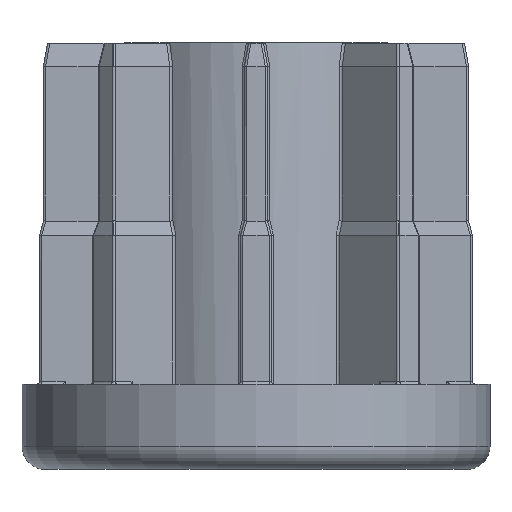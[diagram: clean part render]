
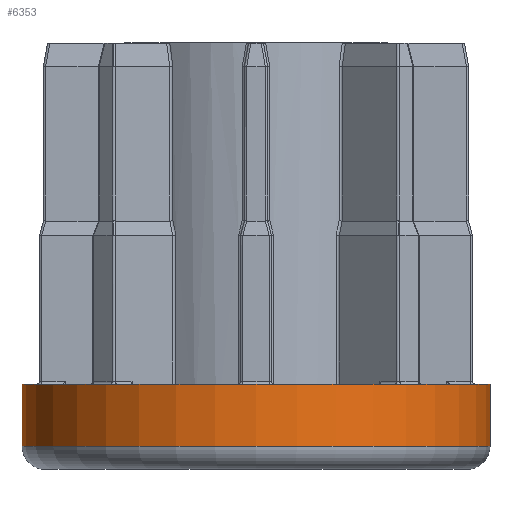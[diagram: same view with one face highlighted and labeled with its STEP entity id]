
A CAD part, front view. The second image highlights one B-rep face of the part: STEP entity #6353.
In plain terms, the highlighted cylindrical face has radius 30.15 mm (diameter 60.3 mm), a partial arc.
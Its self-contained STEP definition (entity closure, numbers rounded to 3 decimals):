
#19 = DIRECTION ( 'NONE',  ( 1., 0., 0. ) ) ;
#608 = DIRECTION ( 'NONE',  ( 0., 0., 1. ) ) ;
#616 = AXIS2_PLACEMENT_3D ( 'NONE', #6450, #3385, #2388 ) ;
#733 = VERTEX_POINT ( 'NONE', #3124 ) ;
#1069 = VERTEX_POINT ( 'NONE', #12285 ) ;
#1250 = CARTESIAN_POINT ( 'NONE',  ( -30.15, 0., 11. ) ) ;
#1287 = DIRECTION ( 'NONE',  ( 0., 0., -1. ) ) ;
#1998 = ORIENTED_EDGE ( 'NONE', *, *, #9883, .T. ) ;
#2156 = CARTESIAN_POINT ( 'NONE',  ( 30.15, 0., 3. ) ) ;
#2339 = ORIENTED_EDGE ( 'NONE', *, *, #3916, .T. ) ;
#2388 = DIRECTION ( 'NONE',  ( -1., 0., 0. ) ) ;
#2445 = LINE ( 'NONE', #11772, #5134 ) ;
#2859 = VERTEX_POINT ( 'NONE', #8303 ) ;
#2886 = VERTEX_POINT ( 'NONE', #2156 ) ;
#3074 = VECTOR ( 'NONE', #1287, 1000. ) ;
#3124 = CARTESIAN_POINT ( 'NONE',  ( -30.15, 0., 11. ) ) ;
#3345 = AXIS2_PLACEMENT_3D ( 'NONE', #12296, #6164, #19 ) ;
#3385 = DIRECTION ( 'NONE',  ( 0., 0., -1. ) ) ;
#3716 = LINE ( 'NONE', #1250, #3074 ) ;
#3916 = EDGE_CURVE ( 'NONE', #2859, #2886, #6497, .T. ) ;
#5094 = AXIS2_PLACEMENT_3D ( 'NONE', #6764, #608, #7774 ) ;
#5134 = VECTOR ( 'NONE', #6662, 1000. ) ;
#6164 = DIRECTION ( 'NONE',  ( 0., 0., 1. ) ) ;
#6353 = ADVANCED_FACE ( 'NONE', ( #8499 ), #10920, .T. ) ;
#6450 = CARTESIAN_POINT ( 'NONE',  ( 0., 0., 11. ) ) ;
#6497 = CIRCLE ( 'NONE', #3345, 30.15 ) ;
#6662 = DIRECTION ( 'NONE',  ( 0., 0., -1. ) ) ;
#6764 = CARTESIAN_POINT ( 'NONE',  ( 0., 0., 11. ) ) ;
#7774 = DIRECTION ( 'NONE',  ( 1., 0., 0. ) ) ;
#8303 = CARTESIAN_POINT ( 'NONE',  ( -30.15, 0., 3. ) ) ;
#8499 = FACE_OUTER_BOUND ( 'NONE', #9648, .T. ) ;
#9549 = EDGE_CURVE ( 'NONE', #1069, #2886, #2445, .T. ) ;
#9648 = EDGE_LOOP ( 'NONE', ( #12971, #13288, #1998, #2339 ) ) ;
#9883 = EDGE_CURVE ( 'NONE', #733, #2859, #3716, .T. ) ;
#9974 = EDGE_CURVE ( 'NONE', #733, #1069, #13281, .T. ) ;
#10920 = CYLINDRICAL_SURFACE ( 'NONE', #616, 30.15 ) ;
#11772 = CARTESIAN_POINT ( 'NONE',  ( 30.15, 0., 11. ) ) ;
#12285 = CARTESIAN_POINT ( 'NONE',  ( 30.15, 0., 11. ) ) ;
#12296 = CARTESIAN_POINT ( 'NONE',  ( 0., 0., 3. ) ) ;
#12971 = ORIENTED_EDGE ( 'NONE', *, *, #9549, .F. ) ;
#13281 = CIRCLE ( 'NONE', #5094, 30.15 ) ;
#13288 = ORIENTED_EDGE ( 'NONE', *, *, #9974, .F. ) ;
